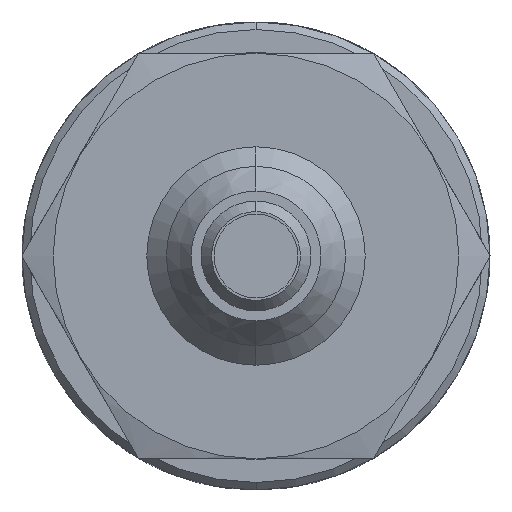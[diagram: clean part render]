
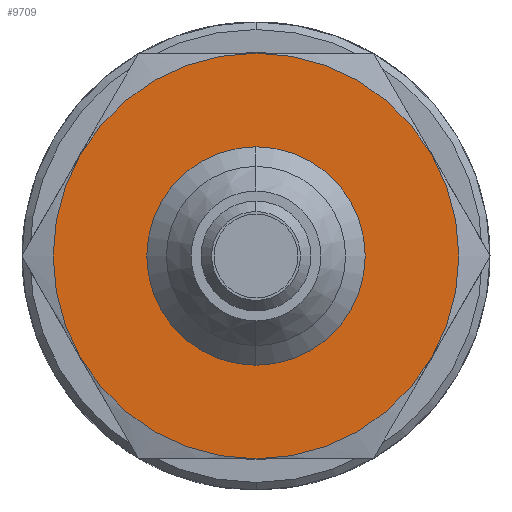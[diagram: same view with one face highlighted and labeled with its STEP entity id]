
A CAD part, left-side view. The second image highlights one B-rep face of the part: STEP entity #9709.
In plain terms, the highlighted planar face has unit normal (-1, 0, 0).
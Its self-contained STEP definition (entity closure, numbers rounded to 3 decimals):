
#179 = DIRECTION ( 'NONE',  ( 0., 0., 1. ) ) ;
#591 = CARTESIAN_POINT ( 'NONE',  ( 221.847, 553.672, 0. ) ) ;
#780 = AXIS2_PLACEMENT_3D ( 'NONE', #4877, #2532, #179 ) ;
#1148 = DIRECTION ( 'NONE',  ( -1., 0., 0. ) ) ;
#1461 = CIRCLE ( 'NONE', #10367, 10.319 ) ;
#1507 = CARTESIAN_POINT ( 'NONE',  ( 221.847, 553.672, 10.319 ) ) ;
#1628 = CARTESIAN_POINT ( 'NONE',  ( 221.847, 553.672, -10.319 ) ) ;
#1670 = VERTEX_POINT ( 'NONE', #4366 ) ;
#1671 = AXIS2_PLACEMENT_3D ( 'NONE', #2520, #9811, #6045 ) ;
#2502 = DIRECTION ( 'NONE',  ( 1., 0., 0. ) ) ;
#2520 = CARTESIAN_POINT ( 'NONE',  ( 221.847, 553.672, 0. ) ) ;
#2532 = DIRECTION ( 'NONE',  ( -1., 0., 0. ) ) ;
#2580 = VERTEX_POINT ( 'NONE', #4468 ) ;
#2688 = ORIENTED_EDGE ( 'NONE', *, *, #6286, .T. ) ;
#2832 = CARTESIAN_POINT ( 'NONE',  ( 221.847, 553.672, 0. ) ) ;
#3075 = AXIS2_PLACEMENT_3D ( 'NONE', #9753, #2502, #9826 ) ;
#3622 = FACE_OUTER_BOUND ( 'NONE', #4007, .T. ) ;
#4007 = EDGE_LOOP ( 'NONE', ( #2688, #6653 ) ) ;
#4026 = EDGE_CURVE ( 'NONE', #4513, #8481, #9964, .T. ) ;
#4366 = CARTESIAN_POINT ( 'NONE',  ( 221.847, 553.672, 5.41 ) ) ;
#4468 = CARTESIAN_POINT ( 'NONE',  ( 221.847, 553.672, -5.41 ) ) ;
#4513 = VERTEX_POINT ( 'NONE', #1507 ) ;
#4651 = FACE_BOUND ( 'NONE', #7482, .T. ) ;
#4877 = CARTESIAN_POINT ( 'NONE',  ( 221.847, 553.672, 0. ) ) ;
#5976 = AXIS2_PLACEMENT_3D ( 'NONE', #2832, #1148, #8561 ) ;
#6045 = DIRECTION ( 'NONE',  ( 0., 0., 1. ) ) ;
#6217 = CIRCLE ( 'NONE', #780, 5.41 ) ;
#6232 = DIRECTION ( 'NONE',  ( -1., 0., 0. ) ) ;
#6286 = EDGE_CURVE ( 'NONE', #8481, #4513, #1461, .T. ) ;
#6653 = ORIENTED_EDGE ( 'NONE', *, *, #4026, .T. ) ;
#7044 = DIRECTION ( 'NONE',  ( 0., 0., 1. ) ) ;
#7482 = EDGE_LOOP ( 'NONE', ( #8305, #10008 ) ) ;
#8104 = CIRCLE ( 'NONE', #1671, 5.41 ) ;
#8305 = ORIENTED_EDGE ( 'NONE', *, *, #9019, .F. ) ;
#8472 = EDGE_CURVE ( 'NONE', #2580, #1670, #6217, .T. ) ;
#8481 = VERTEX_POINT ( 'NONE', #1628 ) ;
#8561 = DIRECTION ( 'NONE',  ( 0., 0., 1. ) ) ;
#9019 = EDGE_CURVE ( 'NONE', #1670, #2580, #8104, .T. ) ;
#9709 = ADVANCED_FACE ( 'NONE', ( #4651, #3622 ), #9856, .F. ) ;
#9753 = CARTESIAN_POINT ( 'NONE',  ( 221.847, 0., 0. ) ) ;
#9811 = DIRECTION ( 'NONE',  ( -1., 0., 0. ) ) ;
#9826 = DIRECTION ( 'NONE',  ( 0., 0., -1. ) ) ;
#9856 = PLANE ( 'NONE',  #3075 ) ;
#9964 = CIRCLE ( 'NONE', #5976, 10.319 ) ;
#10008 = ORIENTED_EDGE ( 'NONE', *, *, #8472, .F. ) ;
#10367 = AXIS2_PLACEMENT_3D ( 'NONE', #591, #6232, #7044 ) ;
